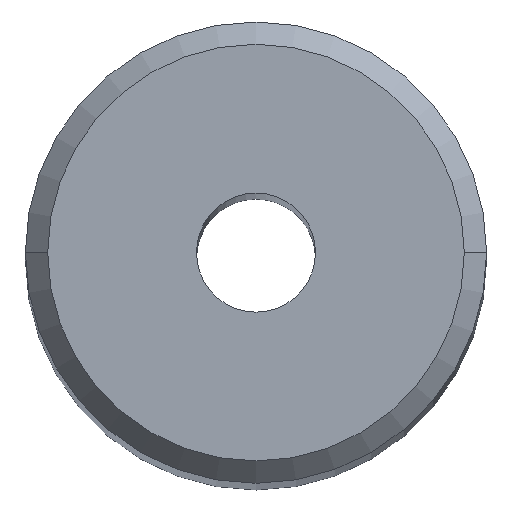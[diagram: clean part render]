
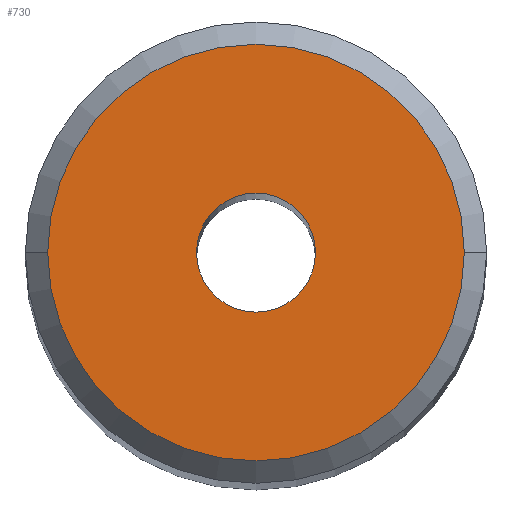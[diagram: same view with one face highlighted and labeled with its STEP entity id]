
A CAD part, top view. The second image highlights one B-rep face of the part: STEP entity #730.
In plain terms, the highlighted planar face has unit normal (0, 0, 1).
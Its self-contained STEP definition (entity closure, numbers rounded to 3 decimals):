
#382=EDGE_CURVE('NONE',#1020,#968,#1071,.T.);
#434=VERTEX_POINT('NONE',#1132);
#522=EDGE_CURVE('NONE',#434,#1012,#1233,.T.);
#604=EDGE_CURVE('NONE',#968,#1020,#1327,.T.);
#672=EDGE_CURVE('NONE',#1012,#434,#1401,.T.);
#730=ADVANCED_FACE('NONE',(#1466,#1467),#1468,.T.);
#968=VERTEX_POINT('NONE',#1729);
#1012=VERTEX_POINT('NONE',#1777);
#1020=VERTEX_POINT('NONE',#1786);
#1071=CIRCLE('',#1836,14.0);
#1132=CARTESIAN_POINT('',(4.,0.,260.0));
#1233=CIRCLE('',#2059,4.);
#1327=CIRCLE('',#2188,14.0);
#1401=CIRCLE('',#2341,4.);
#1466=FACE_OUTER_BOUND('',#2438,.T.);
#1467=FACE_BOUND('',#2439,.T.);
#1468=PLANE('',#2440);
#1729=CARTESIAN_POINT('',(14.0,0.,260.0));
#1777=CARTESIAN_POINT('',(-4.,0.0,260.0));
#1786=CARTESIAN_POINT('',(-14.0,0.0,260.0));
#1836=AXIS2_PLACEMENT_3D('',#3024,#3025,#3026);
#2059=AXIS2_PLACEMENT_3D('',#3265,#3266,#3267);
#2188=AXIS2_PLACEMENT_3D('',#3390,#3391,#3392);
#2341=AXIS2_PLACEMENT_3D('',#3470,#3471,#3472);
#2438=EDGE_LOOP('',(#3561,#3562));
#2439=EDGE_LOOP('',(#3563,#3564));
#2440=AXIS2_PLACEMENT_3D('',#3565,#3566,#3567);
#3024=CARTESIAN_POINT('',(0.0,0.0,260.0));
#3025=DIRECTION('',(0.0,0.0,1.0));
#3026=DIRECTION('',(1.0,0.0,0.0));
#3265=CARTESIAN_POINT('',(0.0,0.0,260.0));
#3266=DIRECTION('',(0.0,0.0,1.0));
#3267=DIRECTION('',(1.0,0.0,0.0));
#3390=CARTESIAN_POINT('',(0.0,0.0,260.0));
#3391=DIRECTION('',(0.0,0.0,1.0));
#3392=DIRECTION('',(1.0,0.0,0.0));
#3470=CARTESIAN_POINT('',(0.0,0.0,260.0));
#3471=DIRECTION('',(0.0,0.0,1.0));
#3472=DIRECTION('',(1.0,0.0,0.0));
#3561=ORIENTED_EDGE('',*,*,#382,.T.);
#3562=ORIENTED_EDGE('',*,*,#604,.T.);
#3563=ORIENTED_EDGE('',*,*,#672,.F.);
#3564=ORIENTED_EDGE('',*,*,#522,.F.);
#3565=CARTESIAN_POINT('',(0.0,15.5,260.0));
#3566=DIRECTION('',(0.0,0.0,1.0));
#3567=DIRECTION('',(1.0,0.0,0.0));
